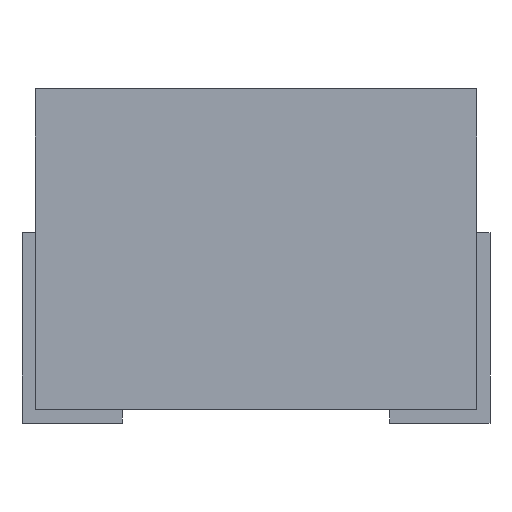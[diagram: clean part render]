
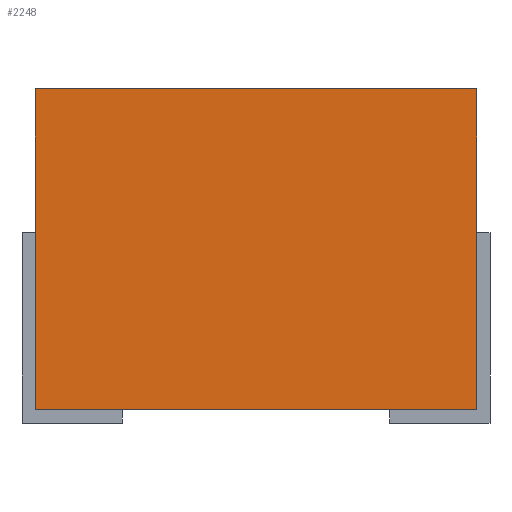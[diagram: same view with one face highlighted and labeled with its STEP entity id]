
A CAD part, front view. The second image highlights one B-rep face of the part: STEP entity #2248.
In plain terms, the highlighted planar face has unit normal (0, -1, 0).
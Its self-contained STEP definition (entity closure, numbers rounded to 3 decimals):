
#53=LINE('',#3122,#270);
#63=LINE('',#3400,#280);
#64=LINE('',#3402,#281);
#65=LINE('',#3404,#282);
#270=VECTOR('',#2527,1000.);
#280=VECTOR('',#2541,1000.);
#281=VECTOR('',#2544,1000.);
#282=VECTOR('',#2545,1000.);
#581=ORIENTED_EDGE('',*,*,#1238,.T.);
#582=ORIENTED_EDGE('',*,*,#1239,.F.);
#583=ORIENTED_EDGE('',*,*,#1160,.F.);
#584=ORIENTED_EDGE('',*,*,#1237,.T.);
#1160=EDGE_CURVE('',#1490,#1491,#53,.T.);
#1237=EDGE_CURVE('',#1490,#1565,#63,.T.);
#1238=EDGE_CURVE('',#1565,#1566,#64,.T.);
#1239=EDGE_CURVE('',#1491,#1566,#65,.T.);
#1490=VERTEX_POINT('',#3121);
#1491=VERTEX_POINT('',#3123);
#1565=VERTEX_POINT('',#3399);
#1566=VERTEX_POINT('',#3403);
#1828=EDGE_LOOP('',(#581,#582,#583,#584));
#1988=FACE_BOUND('',#1828,.T.);
#2135=PLANE('',#2409);
#2248=ADVANCED_FACE('',(#1988),#2135,.F.);
#2409=AXIS2_PLACEMENT_3D('',#3401,#2542,#2543);
#2527=DIRECTION('',(1.,0.,0.));
#2541=DIRECTION('',(0.,0.,-1.));
#2542=DIRECTION('',(0.,1.,0.));
#2543=DIRECTION('',(-1.,0.,0.));
#2544=DIRECTION('',(1.,0.,0.));
#2545=DIRECTION('',(0.,0.,-1.));
#3121=CARTESIAN_POINT('',(-3.3,-3.5,4.8));
#3122=CARTESIAN_POINT('',(-3.2,-3.5,4.8));
#3123=CARTESIAN_POINT('',(3.3,-3.5,4.8));
#3399=CARTESIAN_POINT('',(-3.3,-3.5,0.));
#3400=CARTESIAN_POINT('',(-3.3,-3.5,4.8));
#3401=CARTESIAN_POINT('',(-3.2,-3.5,4.8));
#3402=CARTESIAN_POINT('',(-3.2,-3.5,0.));
#3403=CARTESIAN_POINT('',(3.3,-3.5,0.));
#3404=CARTESIAN_POINT('',(3.3,-3.5,4.8));
